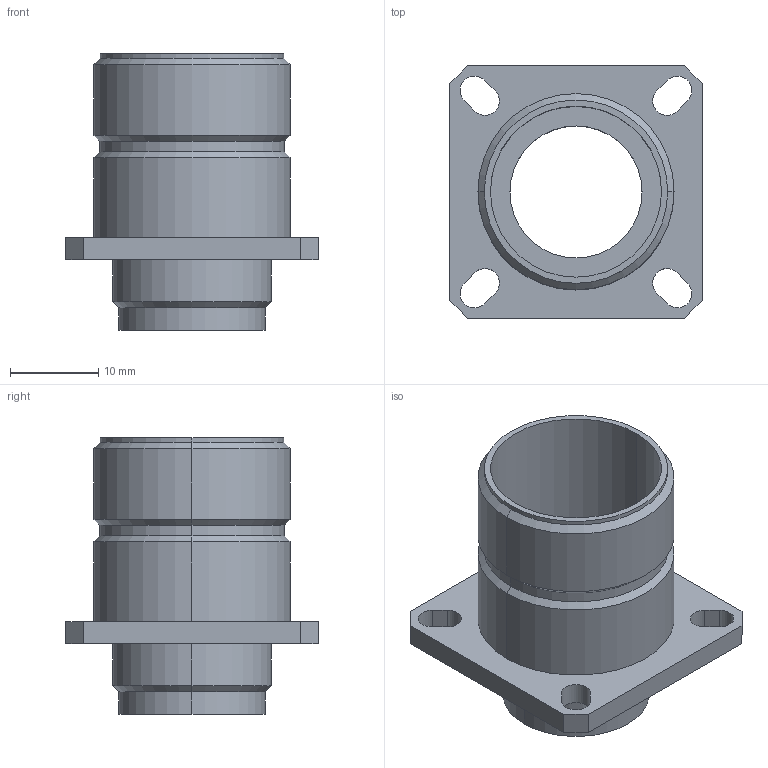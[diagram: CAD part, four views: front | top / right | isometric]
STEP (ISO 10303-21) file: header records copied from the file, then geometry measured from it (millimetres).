
FILE_DESCRIPTION (( 'STEP AP214' ), '1' );
FILE_NAME ('02C9402C-54B6-4343-8DC4-606CB142D891.STEP', '2007-03-07T11:10:27', ( 'sysAdmin' ), ( 'SolidWorks' ), 'SwSTEP 2.0', 'SolidWorks 2007', '' );
FILE_SCHEMA (( 'AUTOMOTIVE_DESIGN' ));
Length unit declared in the file: millimetre
Products named in the file (1): 02C9402C-54B6-4343-8DC4-606CB142D891
Bounding box: 28.6 x 28.6 x 31.33 mm (x, y, z)
Volume: 3774 mm3; surface area: 5197.8 mm2
Topology: 1 solids, 1 shells, 57 faces, 140 edges, 88 vertices
Faces by surface type: cylinder 28, plane 21, cone 8
Entity records: 1725 total; most frequent: DIRECTION 312, CARTESIAN_POINT 286, ORIENTED_EDGE 280, EDGE_CURVE 140, AXIS2_PLACEMENT_3D 114, VERTEX_POINT 88, VECTOR 84, LINE 84
